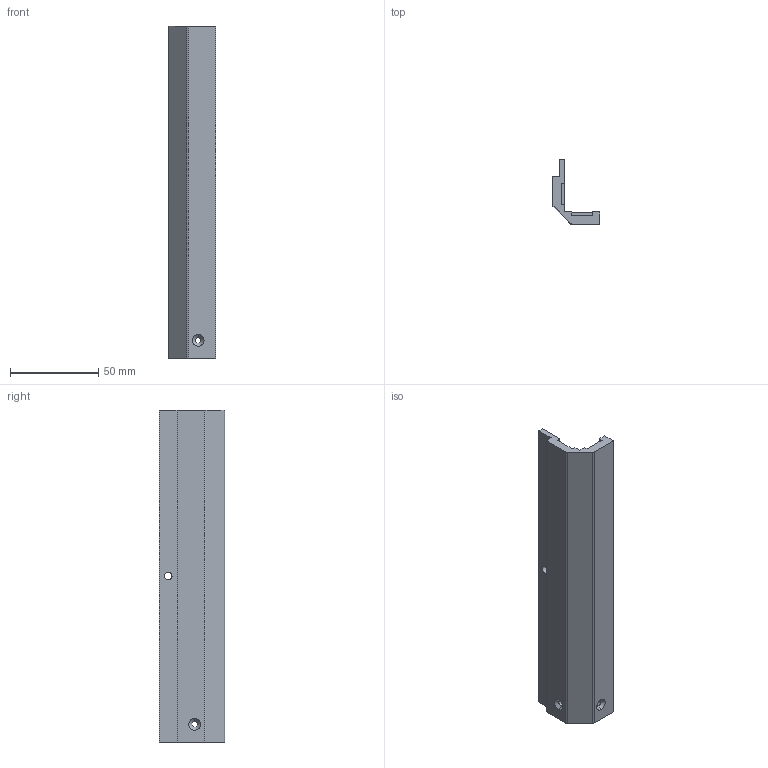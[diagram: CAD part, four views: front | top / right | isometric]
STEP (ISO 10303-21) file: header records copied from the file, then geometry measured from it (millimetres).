
FILE_DESCRIPTION (( 'STEP AP214' ), '1' );
FILE_NAME ('280ExtrusionCoverHINGE1.STEP', '2025-07-12T20:45:53', ( '' ), ( '' ), 'SwSTEP 2.0', 'SolidWorks 2024', '' );
FILE_SCHEMA (( 'AUTOMOTIVE_DESIGN' ));
Length unit declared in the file: millimetre
Products named in the file (1): 280ExtrusionCoverHINGE1
Bounding box: 27 x 37 x 188.45 mm (x, y, z)
Volume: 54709.1 mm3; surface area: 23941.3 mm2
Topology: 1 solids, 1 shells, 43 faces, 107 edges, 70 vertices
Faces by surface type: plane 23, cylinder 16, cone 4
Entity records: 1551 total; most frequent: DIRECTION 231, CARTESIAN_POINT 221, ORIENTED_EDGE 214, EDGE_CURVE 107, AXIS2_PLACEMENT_3D 80, VECTOR 71, LINE 71, VERTEX_POINT 70
